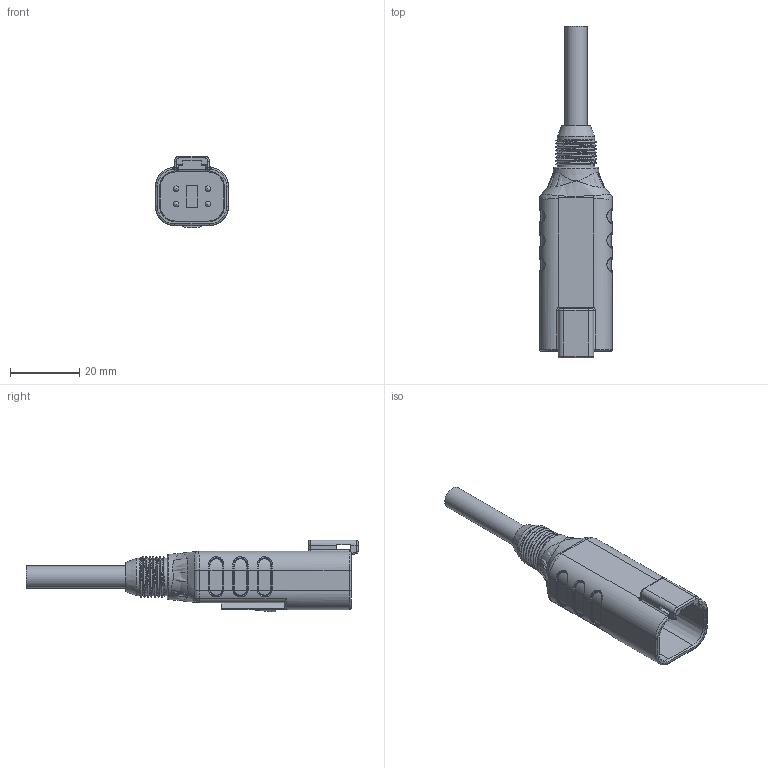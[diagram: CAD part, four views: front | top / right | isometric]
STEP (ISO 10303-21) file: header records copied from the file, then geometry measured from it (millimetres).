
FILE_DESCRIPTION(/* description */ (''),/* implementation_level */ '2;1');
FILE_NAME(/* name */ 'MA-DT04-4PG-m_S370.stp',/* time_stamp */ '2022-04-28T15:41:31+02:00',/* author */ ('ESCHA GmbH & Co. KG'),/* organization */ ('ESCHA GmbH & Co. KG'),/* preprocessor_version */ 'ST-DEVELOPER v16',/* originating_system */ 'SIEMENS PLM Software NX 10.0',/* authorisation */ '');
FILE_SCHEMA (('AUTOMOTIVE_DESIGN { 1 0 10303 214 3 1 1 1 }'));
Length unit declared in the file: millimetre
Products named in the file (1): 6000466_UMSPRITZEN_part_404610
Bounding box: 21 x 95.75 x 20.72 mm (x, y, z)
Volume: 13335.7 mm3; surface area: 6657.2 mm2
Topology: 1 solids, 1 shells, 346 faces, 859 edges, 509 vertices
Faces by surface type: cylinder 107, plane 85, bspline 68, torus 63, cone 13, sphere 10
Full cylindrical faces by diameter (mm): 1.6 x4, 6.4 x1, 10.77 x8
Entity records: 14948 total; most frequent: CARTESIAN_POINT 7465, ORIENTED_EDGE 1604, DIRECTION 1524, EDGE_CURVE 802, AXIS2_PLACEMENT_3D 617, VERTEX_POINT 481, EDGE_LOOP 359, ADVANCED_FACE 339
